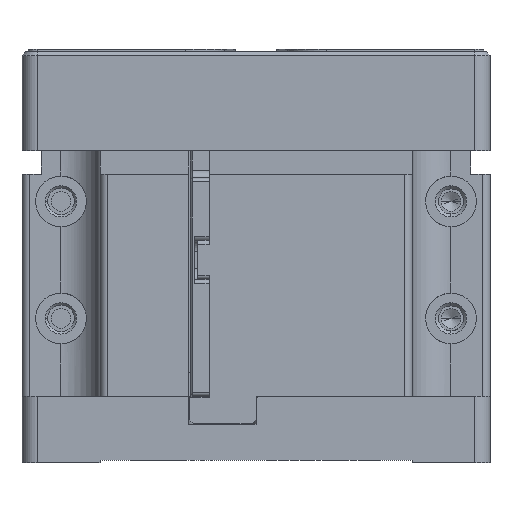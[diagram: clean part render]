
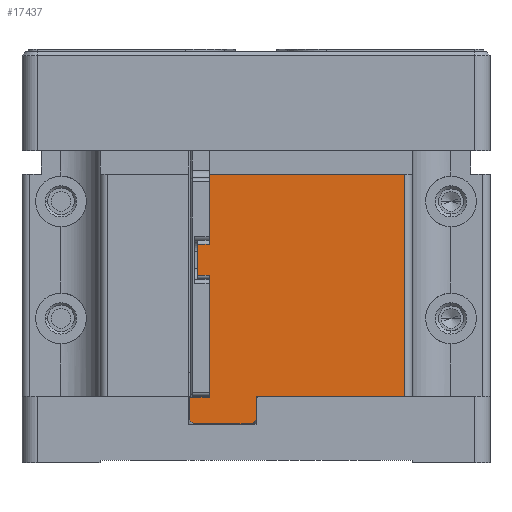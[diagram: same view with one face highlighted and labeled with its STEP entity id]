
A CAD part, front view. The second image highlights one B-rep face of the part: STEP entity #17437.
In plain terms, the highlighted planar face has unit normal (0, -1, 0).
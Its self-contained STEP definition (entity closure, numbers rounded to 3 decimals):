
#121 = LINE ( 'NONE', #15802, #11544 ) ;
#164 = VERTEX_POINT ( 'NONE', #11745 ) ;
#422 = DIRECTION ( 'NONE',  ( -1., 0., 0. ) ) ;
#1093 = CARTESIAN_POINT ( 'NONE',  ( -6., -30., 28.5 ) ) ;
#1113 = VECTOR ( 'NONE', #24172, 1000. ) ;
#1341 = EDGE_CURVE ( 'NONE', #25255, #31420, #34522, .T. ) ;
#1992 = VECTOR ( 'NONE', #7890, 1000. ) ;
#2015 = EDGE_CURVE ( 'NONE', #164, #31420, #26855, .T. ) ;
#2656 = VERTEX_POINT ( 'NONE', #18284 ) ;
#2946 = ORIENTED_EDGE ( 'NONE', *, *, #28417, .F. ) ;
#3262 = EDGE_CURVE ( 'NONE', #23124, #6492, #13821, .T. ) ;
#3617 = ORIENTED_EDGE ( 'NONE', *, *, #28438, .T. ) ;
#3867 = ORIENTED_EDGE ( 'NONE', *, *, #3942, .F. ) ;
#3942 = EDGE_CURVE ( 'NONE', #12550, #6492, #32087, .T. ) ;
#3970 = DIRECTION ( 'NONE',  ( 0.707, 0., -0.707 ) ) ;
#4020 = DIRECTION ( 'NONE',  ( 0., 0., -1. ) ) ;
#4579 = VECTOR ( 'NONE', #27140, 1000. ) ;
#5003 = CARTESIAN_POINT ( 'NONE',  ( -6., -30., 15.5 ) ) ;
#5140 = PLANE ( 'NONE',  #26860 ) ;
#5219 = EDGE_CURVE ( 'NONE', #27281, #23124, #18543, .T. ) ;
#5303 = DIRECTION ( 'NONE',  ( -1., 0., 0. ) ) ;
#5491 = VECTOR ( 'NONE', #13751, 1000. ) ;
#5626 = LINE ( 'NONE', #27318, #18459 ) ;
#6492 = VERTEX_POINT ( 'NONE', #19779 ) ;
#6884 = VERTEX_POINT ( 'NONE', #33141 ) ;
#7890 = DIRECTION ( 'NONE',  ( 0., 0., -1. ) ) ;
#8243 = LINE ( 'NONE', #24307, #1992 ) ;
#8517 = DIRECTION ( 'NONE',  ( 0., 0., -1. ) ) ;
#8536 = ORIENTED_EDGE ( 'NONE', *, *, #18545, .F. ) ;
#8885 = VECTOR ( 'NONE', #4020, 1000. ) ;
#10396 = CARTESIAN_POINT ( 'NONE',  ( -8.5, -30., -3. ) ) ;
#11544 = VECTOR ( 'NONE', #29731, 1000. ) ;
#11745 = CARTESIAN_POINT ( 'NONE',  ( -6., -30., -0.1 ) ) ;
#12140 = CARTESIAN_POINT ( 'NONE',  ( 0., -30., -3. ) ) ;
#12331 = VECTOR ( 'NONE', #25727, 1000. ) ;
#12550 = VERTEX_POINT ( 'NONE', #29252 ) ;
#13321 = DIRECTION ( 'NONE',  ( 0., 0., 1. ) ) ;
#13366 = ORIENTED_EDGE ( 'NONE', *, *, #18079, .T. ) ;
#13653 = EDGE_CURVE ( 'NONE', #25255, #2656, #33443, .T. ) ;
#13689 = CARTESIAN_POINT ( 'NONE',  ( -7.5, -30., 15.5 ) ) ;
#13751 = DIRECTION ( 'NONE',  ( 1., 0., 0. ) ) ;
#13821 = LINE ( 'NONE', #24402, #23144 ) ;
#14219 = CARTESIAN_POINT ( 'NONE',  ( -8.5, -30., -3. ) ) ;
#14422 = ORIENTED_EDGE ( 'NONE', *, *, #3262, .T. ) ;
#15101 = ORIENTED_EDGE ( 'NONE', *, *, #33361, .T. ) ;
#15802 = CARTESIAN_POINT ( 'NONE',  ( -0.5, -30., -3.5 ) ) ;
#16058 = CARTESIAN_POINT ( 'NONE',  ( -7.5, -30., 15.5 ) ) ;
#16066 = DIRECTION ( 'NONE',  ( 0., -1., 0. ) ) ;
#16177 = VECTOR ( 'NONE', #13321, 1000. ) ;
#16421 = LINE ( 'NONE', #16058, #1113 ) ;
#16972 = VERTEX_POINT ( 'NONE', #5003 ) ;
#17437 = ADVANCED_FACE ( 'NONE', ( #29310 ), #5140, .T. ) ;
#17765 = LINE ( 'NONE', #26051, #8885 ) ;
#18079 = EDGE_CURVE ( 'NONE', #12550, #21043, #17765, .T. ) ;
#18284 = CARTESIAN_POINT ( 'NONE',  ( -8., -30., -3.5 ) ) ;
#18459 = VECTOR ( 'NONE', #24675, 1000. ) ;
#18543 = LINE ( 'NONE', #26136, #26019 ) ;
#18545 = EDGE_CURVE ( 'NONE', #27281, #32994, #20679, .T. ) ;
#19388 = CARTESIAN_POINT ( 'NONE',  ( 0., -30., 0. ) ) ;
#19779 = CARTESIAN_POINT ( 'NONE',  ( -6., -30., 19.5 ) ) ;
#19821 = VECTOR ( 'NONE', #31432, 1000. ) ;
#20679 = LINE ( 'NONE', #33932, #19821 ) ;
#20835 = EDGE_LOOP ( 'NONE', ( #29758, #3617, #8536, #31712, #14422, #3867, #13366, #26194, #15101, #24913, #31329, #23958, #2946, #24413 ) ) ;
#21043 = VERTEX_POINT ( 'NONE', #13689 ) ;
#21647 = VERTEX_POINT ( 'NONE', #34787 ) ;
#21704 = CARTESIAN_POINT ( 'NONE',  ( -6., -30., -3.5 ) ) ;
#22062 = VECTOR ( 'NONE', #422, 1000. ) ;
#23124 = VERTEX_POINT ( 'NONE', #1093 ) ;
#23144 = VECTOR ( 'NONE', #8517, 1000. ) ;
#23266 = LINE ( 'NONE', #12140, #12331 ) ;
#23958 = ORIENTED_EDGE ( 'NONE', *, *, #13653, .T. ) ;
#24162 = VERTEX_POINT ( 'NONE', #25010 ) ;
#24172 = DIRECTION ( 'NONE',  ( 1., 0., 0. ) ) ;
#24222 = CARTESIAN_POINT ( 'NONE',  ( -6., -30., -0.1 ) ) ;
#24307 = CARTESIAN_POINT ( 'NONE',  ( -6., -30., 15.5 ) ) ;
#24402 = CARTESIAN_POINT ( 'NONE',  ( -6., -30., 28.5 ) ) ;
#24413 = ORIENTED_EDGE ( 'NONE', *, *, #34697, .T. ) ;
#24675 = DIRECTION ( 'NONE',  ( -1., 0., 0. ) ) ;
#24913 = ORIENTED_EDGE ( 'NONE', *, *, #2015, .T. ) ;
#25010 = CARTESIAN_POINT ( 'NONE',  ( 0., -30., 0. ) ) ;
#25255 = VERTEX_POINT ( 'NONE', #10396 ) ;
#25501 = LINE ( 'NONE', #19388, #5491 ) ;
#25727 = DIRECTION ( 'NONE',  ( 0., 0., 1. ) ) ;
#26019 = VECTOR ( 'NONE', #5303, 1000. ) ;
#26051 = CARTESIAN_POINT ( 'NONE',  ( -7.5, -30., 19.5 ) ) ;
#26136 = CARTESIAN_POINT ( 'NONE',  ( 19., -30., 28.5 ) ) ;
#26194 = ORIENTED_EDGE ( 'NONE', *, *, #30814, .T. ) ;
#26557 = CARTESIAN_POINT ( 'NONE',  ( -8.5, -30., -3. ) ) ;
#26816 = DIRECTION ( 'NONE',  ( 0., 0., 1. ) ) ;
#26855 = LINE ( 'NONE', #24222, #22062 ) ;
#26860 = AXIS2_PLACEMENT_3D ( 'NONE', #21704, #16066, #26816 ) ;
#27140 = DIRECTION ( 'NONE',  ( 1., 0., 0. ) ) ;
#27281 = VERTEX_POINT ( 'NONE', #29373 ) ;
#27318 = CARTESIAN_POINT ( 'NONE',  ( -0.5, -30., -3.5 ) ) ;
#27654 = VECTOR ( 'NONE', #3970, 1000. ) ;
#28417 = EDGE_CURVE ( 'NONE', #6884, #2656, #5626, .T. ) ;
#28438 = EDGE_CURVE ( 'NONE', #24162, #32994, #25501, .T. ) ;
#29252 = CARTESIAN_POINT ( 'NONE',  ( -7.5, -30., 19.5 ) ) ;
#29310 = FACE_OUTER_BOUND ( 'NONE', #20835, .T. ) ;
#29373 = CARTESIAN_POINT ( 'NONE',  ( 19., -30., 28.5 ) ) ;
#29731 = DIRECTION ( 'NONE',  ( 0.707, 0., 0.707 ) ) ;
#29758 = ORIENTED_EDGE ( 'NONE', *, *, #31048, .T. ) ;
#30130 = CARTESIAN_POINT ( 'NONE',  ( -7.5, -30., 19.5 ) ) ;
#30814 = EDGE_CURVE ( 'NONE', #21043, #16972, #16421, .T. ) ;
#31048 = EDGE_CURVE ( 'NONE', #21647, #24162, #23266, .T. ) ;
#31329 = ORIENTED_EDGE ( 'NONE', *, *, #1341, .F. ) ;
#31420 = VERTEX_POINT ( 'NONE', #33645 ) ;
#31432 = DIRECTION ( 'NONE',  ( 0., 0., -1. ) ) ;
#31712 = ORIENTED_EDGE ( 'NONE', *, *, #5219, .T. ) ;
#31944 = CARTESIAN_POINT ( 'NONE',  ( 19., -30., 0. ) ) ;
#32087 = LINE ( 'NONE', #30130, #4579 ) ;
#32994 = VERTEX_POINT ( 'NONE', #31944 ) ;
#33141 = CARTESIAN_POINT ( 'NONE',  ( -0.5, -30., -3.5 ) ) ;
#33361 = EDGE_CURVE ( 'NONE', #16972, #164, #8243, .T. ) ;
#33443 = LINE ( 'NONE', #14219, #27654 ) ;
#33645 = CARTESIAN_POINT ( 'NONE',  ( -8.5, -30., -0.1 ) ) ;
#33932 = CARTESIAN_POINT ( 'NONE',  ( 19., -30., 28.5 ) ) ;
#34522 = LINE ( 'NONE', #26557, #16177 ) ;
#34697 = EDGE_CURVE ( 'NONE', #6884, #21647, #121, .T. ) ;
#34787 = CARTESIAN_POINT ( 'NONE',  ( 0., -30., -3. ) ) ;
